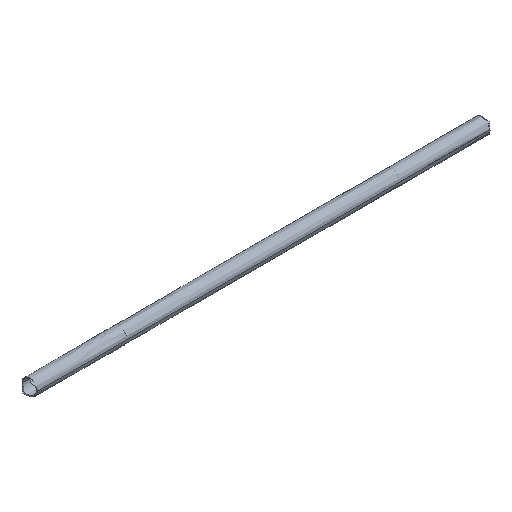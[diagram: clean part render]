
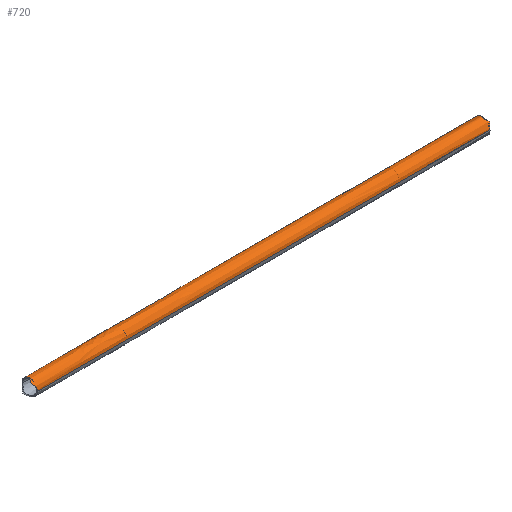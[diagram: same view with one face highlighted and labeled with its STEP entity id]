
A CAD part, isometric view. The second image highlights one B-rep face of the part: STEP entity #720.
In plain terms, the highlighted free-form (B-spline) face has degree [5, 4] with [6, 5] control points.
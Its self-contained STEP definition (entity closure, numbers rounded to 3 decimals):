
#76=CARTESIAN_POINT('Vertex',(-745.,167.5,0.)) ;
#80=CARTESIAN_POINT('Control Point',(-749.407,173.407,10.62)) ;
#81=CARTESIAN_POINT('Control Point',(-748.96,172.689,10.174)) ;
#82=CARTESIAN_POINT('Control Point',(-748.503,172.015,9.671)) ;
#83=CARTESIAN_POINT('Control Point',(-748.052,171.383,9.114)) ;
#84=CARTESIAN_POINT('Control Point',(-747.261,170.316,8.)) ;
#85=CARTESIAN_POINT('Control Point',(-746.56,169.419,6.711)) ;
#86=CARTESIAN_POINT('Control Point',(-746.268,169.051,6.096)) ;
#87=CARTESIAN_POINT('Control Point',(-745.659,168.294,4.588)) ;
#88=CARTESIAN_POINT('Control Point',(-745.242,167.79,2.938)) ;
#89=CARTESIAN_POINT('Control Point',(-745.079,167.595,1.962)) ;
#90=CARTESIAN_POINT('Control Point',(-745.,167.5,0.976)) ;
#91=CARTESIAN_POINT('Control Point',(-745.,167.5,0.)) ;
#92=CARTESIAN_POINT('Vertex',(-749.407,173.407,10.62)) ;
#109=CARTESIAN_POINT('Control Point',(-745.,192.5,0.)) ;
#110=CARTESIAN_POINT('Control Point',(-745.,192.5,1.74)) ;
#111=CARTESIAN_POINT('Control Point',(-745.273,192.172,3.522)) ;
#112=CARTESIAN_POINT('Control Point',(-745.824,191.511,5.158)) ;
#113=CARTESIAN_POINT('Control Point',(-746.527,190.62,6.593)) ;
#114=CARTESIAN_POINT('Vertex',(-745.,192.5,0.)) ;
#116=CARTESIAN_POINT('Vertex',(-746.527,190.62,6.593)) ;
#232=CARTESIAN_POINT('Vertex',(-745.,185.545,11.203)) ;
#236=CARTESIAN_POINT('Control Point',(-746.527,190.62,6.593)) ;
#237=CARTESIAN_POINT('Control Point',(-745.984,189.932,7.701)) ;
#238=CARTESIAN_POINT('Control Point',(-745.521,189.077,8.757)) ;
#239=CARTESIAN_POINT('Control Point',(-745.175,188.043,9.732)) ;
#240=CARTESIAN_POINT('Control Point',(-745.,186.843,10.561)) ;
#241=CARTESIAN_POINT('Control Point',(-745.,185.545,11.203)) ;
#269=CARTESIAN_POINT('Control Point',(-749.407,173.407,10.62)) ;
#270=CARTESIAN_POINT('Control Point',(-748.814,174.359,11.211)) ;
#271=CARTESIAN_POINT('Control Point',(-748.201,175.372,11.692)) ;
#272=CARTESIAN_POINT('Control Point',(-747.603,176.443,12.065)) ;
#273=CARTESIAN_POINT('Control Point',(-746.412,178.848,12.605)) ;
#274=CARTESIAN_POINT('Control Point',(-745.521,181.451,12.531)) ;
#275=CARTESIAN_POINT('Control Point',(-745.173,182.868,12.297)) ;
#276=CARTESIAN_POINT('Control Point',(-745.,184.255,11.841)) ;
#277=CARTESIAN_POINT('Control Point',(-745.,185.545,11.203)) ;
#367=CARTESIAN_POINT('Vertex',(-15.,180.,12.5)) ;
#371=CARTESIAN_POINT('Control Point',(-12.119,171.161,8.839)) ;
#372=CARTESIAN_POINT('Control Point',(-13.055,172.444,10.122)) ;
#373=CARTESIAN_POINT('Control Point',(-13.922,173.993,11.204)) ;
#374=CARTESIAN_POINT('Control Point',(-14.635,175.827,12.063)) ;
#375=CARTESIAN_POINT('Control Point',(-15.,177.917,12.5)) ;
#376=CARTESIAN_POINT('Control Point',(-15.,180.,12.5)) ;
#377=CARTESIAN_POINT('Vertex',(-12.119,171.161,8.839)) ;
#469=CARTESIAN_POINT('Control Point',(-12.119,188.839,8.839)) ;
#470=CARTESIAN_POINT('Control Point',(-13.055,187.556,10.122)) ;
#471=CARTESIAN_POINT('Control Point',(-13.922,186.007,11.204)) ;
#472=CARTESIAN_POINT('Control Point',(-14.635,184.173,12.063)) ;
#473=CARTESIAN_POINT('Control Point',(-15.,182.083,12.5)) ;
#474=CARTESIAN_POINT('Control Point',(-15.,180.,12.5)) ;
#475=CARTESIAN_POINT('Vertex',(-12.119,188.839,8.839)) ;
#642=CARTESIAN_POINT('Control Point',(0.,192.5,0.)) ;
#643=CARTESIAN_POINT('Control Point',(0.,192.5,12.5)) ;
#644=CARTESIAN_POINT('Control Point',(0.,180.,18.75)) ;
#645=CARTESIAN_POINT('Control Point',(0.,167.5,12.5)) ;
#646=CARTESIAN_POINT('Control Point',(0.,167.5,0.)) ;
#647=CARTESIAN_POINT('Control Point',(-152.,192.5,0.)) ;
#648=CARTESIAN_POINT('Control Point',(-152.,192.5,12.5)) ;
#649=CARTESIAN_POINT('Control Point',(-152.,180.,18.75)) ;
#650=CARTESIAN_POINT('Control Point',(-152.,167.5,12.5)) ;
#651=CARTESIAN_POINT('Control Point',(-152.,167.5,0.)) ;
#652=CARTESIAN_POINT('Control Point',(-304.,192.5,0.)) ;
#653=CARTESIAN_POINT('Control Point',(-304.,192.5,12.5)) ;
#654=CARTESIAN_POINT('Control Point',(-304.,180.,18.75)) ;
#655=CARTESIAN_POINT('Control Point',(-304.,167.5,12.5)) ;
#656=CARTESIAN_POINT('Control Point',(-304.,167.5,0.)) ;
#657=CARTESIAN_POINT('Control Point',(-456.,192.5,0.)) ;
#658=CARTESIAN_POINT('Control Point',(-456.,192.5,12.5)) ;
#659=CARTESIAN_POINT('Control Point',(-456.,180.,18.75)) ;
#660=CARTESIAN_POINT('Control Point',(-456.,167.5,12.5)) ;
#661=CARTESIAN_POINT('Control Point',(-456.,167.5,0.)) ;
#662=CARTESIAN_POINT('Control Point',(-608.,192.5,0.)) ;
#663=CARTESIAN_POINT('Control Point',(-608.,192.5,12.5)) ;
#664=CARTESIAN_POINT('Control Point',(-608.,180.,18.75)) ;
#665=CARTESIAN_POINT('Control Point',(-608.,167.5,12.5)) ;
#666=CARTESIAN_POINT('Control Point',(-608.,167.5,0.)) ;
#667=CARTESIAN_POINT('Control Point',(-760.,192.5,0.)) ;
#668=CARTESIAN_POINT('Control Point',(-760.,192.5,12.5)) ;
#669=CARTESIAN_POINT('Control Point',(-760.,180.,18.75)) ;
#670=CARTESIAN_POINT('Control Point',(-760.,167.5,12.5)) ;
#671=CARTESIAN_POINT('Control Point',(-760.,167.5,0.)) ;
#673=CARTESIAN_POINT('Control Point',(-12.119,171.161,8.839)) ;
#674=CARTESIAN_POINT('Control Point',(-13.09,169.83,7.508)) ;
#675=CARTESIAN_POINT('Control Point',(-13.974,168.733,5.912)) ;
#676=CARTESIAN_POINT('Control Point',(-14.669,167.897,4.037)) ;
#677=CARTESIAN_POINT('Control Point',(-15.,167.5,1.993)) ;
#678=CARTESIAN_POINT('Control Point',(-15.,167.5,0.)) ;
#679=CARTESIAN_POINT('Vertex',(-15.,167.5,0.)) ;
#683=CARTESIAN_POINT('Control Point',(-15.,192.5,0.)) ;
#684=CARTESIAN_POINT('Control Point',(-15.,192.5,1.993)) ;
#685=CARTESIAN_POINT('Control Point',(-14.669,192.103,4.037)) ;
#686=CARTESIAN_POINT('Control Point',(-13.974,191.267,5.912)) ;
#687=CARTESIAN_POINT('Control Point',(-13.09,190.17,7.508)) ;
#688=CARTESIAN_POINT('Control Point',(-12.119,188.839,8.839)) ;
#689=CARTESIAN_POINT('Vertex',(-15.,192.5,0.)) ;
#693=CARTESIAN_POINT('Control Point',(-15.,192.5,0.)) ;
#694=CARTESIAN_POINT('Control Point',(-161.,192.5,0.)) ;
#695=CARTESIAN_POINT('Control Point',(-307.,192.5,0.)) ;
#696=CARTESIAN_POINT('Control Point',(-453.,192.5,0.)) ;
#697=CARTESIAN_POINT('Control Point',(-599.,192.5,0.)) ;
#698=CARTESIAN_POINT('Control Point',(-745.,192.5,0.)) ;
#701=CARTESIAN_POINT('Control Point',(-15.,167.5,0.)) ;
#702=CARTESIAN_POINT('Control Point',(-161.,167.5,0.)) ;
#703=CARTESIAN_POINT('Control Point',(-307.,167.5,0.)) ;
#704=CARTESIAN_POINT('Control Point',(-453.,167.5,0.)) ;
#705=CARTESIAN_POINT('Control Point',(-599.,167.5,0.)) ;
#706=CARTESIAN_POINT('Control Point',(-745.,167.5,0.)) ;
#709=ORIENTED_EDGE('',*,*,#681,.F.) ;
#710=ORIENTED_EDGE('',*,*,#379,.T.) ;
#711=ORIENTED_EDGE('',*,*,#477,.F.) ;
#712=ORIENTED_EDGE('',*,*,#691,.F.) ;
#713=ORIENTED_EDGE('',*,*,#699,.T.) ;
#714=ORIENTED_EDGE('',*,*,#118,.T.) ;
#715=ORIENTED_EDGE('',*,*,#242,.T.) ;
#716=ORIENTED_EDGE('',*,*,#278,.F.) ;
#717=ORIENTED_EDGE('',*,*,#94,.T.) ;
#718=ORIENTED_EDGE('',*,*,#707,.F.) ;
#720=ADVANCED_FACE('Corps principal',(#719),#641,.T.) ;
#79=B_SPLINE_CURVE_WITH_KNOTS('',5,(#80,#81,#82,#83,#84,#85,#86,#87,#88,#89,#90,#91),.UNSPECIFIED.,.F.,.U.,(6,3,3,6),(39.937,46.612,52.093,59.384),.UNSPECIFIED.) ;
#108=B_SPLINE_CURVE_WITH_KNOTS('',4,(#109,#110,#111,#112,#113),.UNSPECIFIED.,.F.,.U.,(5,5),(0.,10.403),.UNSPECIFIED.) ;
#235=B_SPLINE_CURVE_WITH_KNOTS('',5,(#236,#237,#238,#239,#240,#241),.UNSPECIFIED.,.F.,.U.,(6,6),(11.253,21.294),.UNSPECIFIED.) ;
#268=B_SPLINE_CURVE_WITH_KNOTS('',5,(#269,#270,#271,#272,#273,#274,#275,#276,#277),.UNSPECIFIED.,.F.,.U.,(6,3,6),(19.219,28.069,38.047),.UNSPECIFIED.) ;
#370=B_SPLINE_CURVE_WITH_KNOTS('',5,(#371,#372,#373,#374,#375,#376),.UNSPECIFIED.,.F.,.U.,(6,6),(15.323,29.677),.UNSPECIFIED.) ;
#468=B_SPLINE_CURVE_WITH_KNOTS('',5,(#469,#470,#471,#472,#473,#474),.UNSPECIFIED.,.F.,.U.,(6,6),(15.323,29.677),.UNSPECIFIED.) ;
#672=B_SPLINE_CURVE_WITH_KNOTS('',5,(#673,#674,#675,#676,#677,#678),.UNSPECIFIED.,.F.,.U.,(6,6),(44.493,59.384),.UNSPECIFIED.) ;
#682=B_SPLINE_CURVE_WITH_KNOTS('',5,(#683,#684,#685,#686,#687,#688),.UNSPECIFIED.,.F.,.U.,(6,6),(0.,14.891),.UNSPECIFIED.) ;
#94=EDGE_CURVE('',#93,#77,#79,.T.) ;
#118=EDGE_CURVE('',#115,#117,#108,.T.) ;
#242=EDGE_CURVE('',#117,#233,#235,.T.) ;
#278=EDGE_CURVE('',#93,#233,#268,.T.) ;
#379=EDGE_CURVE('',#378,#368,#370,.T.) ;
#477=EDGE_CURVE('',#476,#368,#468,.T.) ;
#681=EDGE_CURVE('',#378,#680,#672,.T.) ;
#691=EDGE_CURVE('',#690,#476,#682,.T.) ;
#699=EDGE_CURVE('',#690,#115,#692,.T.) ;
#707=EDGE_CURVE('',#680,#77,#700,.T.) ;
#708=EDGE_LOOP('',(#709,#710,#711,#712,#713,#714,#715,#716,#717,#718)) ;
#719=FACE_OUTER_BOUND('',#708,.T.) ;
#77=VERTEX_POINT('',#76) ;
#93=VERTEX_POINT('',#92) ;
#115=VERTEX_POINT('',#114) ;
#117=VERTEX_POINT('',#116) ;
#233=VERTEX_POINT('',#232) ;
#368=VERTEX_POINT('',#367) ;
#378=VERTEX_POINT('',#377) ;
#476=VERTEX_POINT('',#475) ;
#680=VERTEX_POINT('',#679) ;
#690=VERTEX_POINT('',#689) ;
#692=(BOUNDED_CURVE()B_SPLINE_CURVE(5,(#693,#694,#695,#696,#697,#698),.UNSPECIFIED.,.F.,.U.)B_SPLINE_CURVE_WITH_KNOTS((6,6),(15.,745.),.UNSPECIFIED.)CURVE()GEOMETRIC_REPRESENTATION_ITEM()RATIONAL_B_SPLINE_CURVE((1.,1.,1.,1.,1.,1.))REPRESENTATION_ITEM('')) ;
#700=(BOUNDED_CURVE()B_SPLINE_CURVE(5,(#701,#702,#703,#704,#705,#706),.UNSPECIFIED.,.F.,.U.)B_SPLINE_CURVE_WITH_KNOTS((6,6),(15.,745.),.UNSPECIFIED.)CURVE()GEOMETRIC_REPRESENTATION_ITEM()RATIONAL_B_SPLINE_CURVE((1.,1.,1.,1.,1.,1.))REPRESENTATION_ITEM('')) ;
#641=(BOUNDED_SURFACE()B_SPLINE_SURFACE(5,4,((#642,#643,#644,#645,#646),(#647,#648,#649,#650,#651),(#652,#653,#654,#655,#656),(#657,#658,#659,#660,#661),(#662,#663,#664,#665,#666),(#667,#668,#669,#670,#671)),.UNSPECIFIED.,.F.,.F.,.U.)B_SPLINE_SURFACE_WITH_KNOTS((6,6),(5,5),(0.,760.),(39.27,78.54),.UNSPECIFIED.)GEOMETRIC_REPRESENTATION_ITEM()RATIONAL_B_SPLINE_SURFACE(((1.,0.707,0.667,0.707,1.),(1.,0.707,0.667,0.707,1.),(1.,0.707,0.667,0.707,1.),(1.,0.707,0.667,0.707,1.),(1.,0.707,0.667,0.707,1.),(1.,0.707,0.667,0.707,1.)))REPRESENTATION_ITEM('Rational BSpline Surface')SURFACE()) ;
